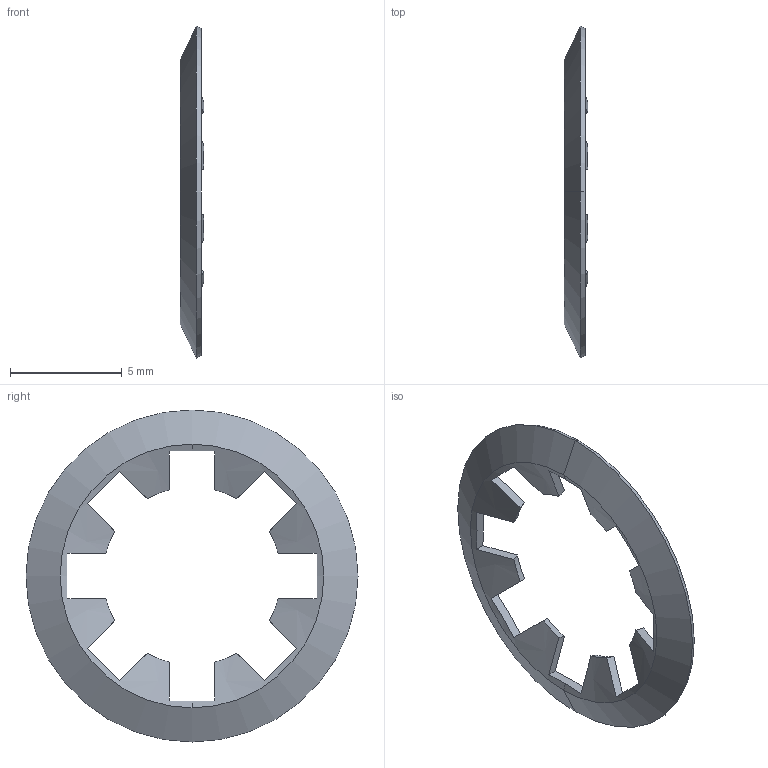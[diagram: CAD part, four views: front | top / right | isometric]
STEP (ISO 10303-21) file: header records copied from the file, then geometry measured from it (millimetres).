
FILE_DESCRIPTION (( 'STEP AP214' ), '1' );
FILE_NAME ('am-0033 8mm Push-On Retaining Ring.STEP', '2025-01-07T21:06:18', ( '' ), ( '' ), 'SwSTEP 2.0', 'SolidWorks 2024', '' );
FILE_SCHEMA (( 'AUTOMOTIVE_DESIGN' ));
Length unit declared in the file: inch
Products named in the file (1): am-0033 8mm Push-On Retaining Ring
Bounding box: 1.07 x 14.83 x 14.83 mm (x, y, z)
Volume: 37.3 mm3; surface area: 234.1 mm2
Topology: 1 solids, 1 shells, 43 faces, 120 edges, 78 vertices
Faces by surface type: plane 25, cone 18
Entity records: 1471 total; most frequent: CARTESIAN_POINT 446, ORIENTED_EDGE 240, DIRECTION 166, EDGE_CURVE 120, VERTEX_POINT 78, AXIS2_PLACEMENT_3D 70, B_SPLINE_CURVE_WITH_KNOTS 68, EDGE_LOOP 44
